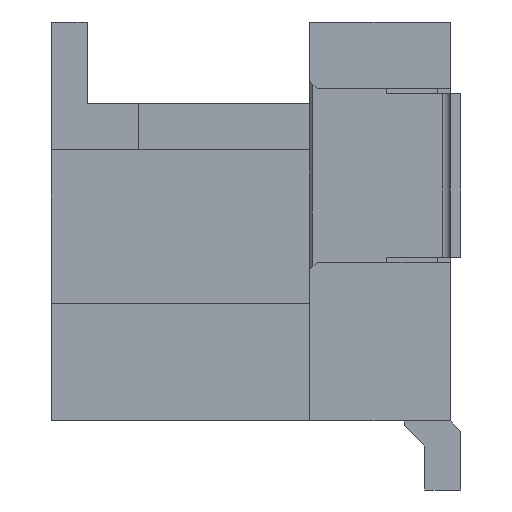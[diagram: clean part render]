
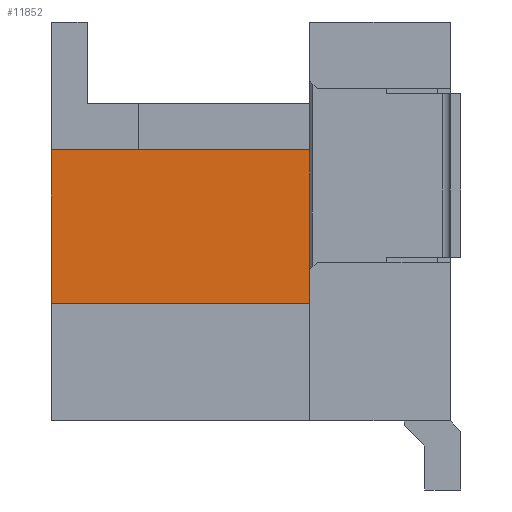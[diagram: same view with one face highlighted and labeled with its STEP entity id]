
A CAD part, left-side view. The second image highlights one B-rep face of the part: STEP entity #11852.
In plain terms, the highlighted planar face has unit normal (-1, 0, 0).
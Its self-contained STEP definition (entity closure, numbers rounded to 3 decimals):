
#273=DIRECTION('',(0.,0.,1.));
#274=VECTOR('',#273,3.);
#275=CARTESIAN_POINT('',(-15.85,4.9,-0.64));
#276=LINE('',#275,#274);
#3221=DIRECTION('',(0.,0.,1.));
#3222=VECTOR('',#3221,2.95);
#3223=CARTESIAN_POINT('',(-15.85,-0.15,-0.59));
#3224=LINE('',#3223,#3222);
#3225=DIRECTION('',(0.,0.,1.));
#3226=VECTOR('',#3225,0.05);
#3227=CARTESIAN_POINT('',(-15.85,-0.15,-0.64));
#3228=LINE('',#3227,#3226);
#3229=DIRECTION('',(0.,-1.,0.));
#3230=VECTOR('',#3229,5.05);
#3231=CARTESIAN_POINT('',(-15.85,4.9,-0.64));
#3232=LINE('',#3231,#3230);
#3233=DIRECTION('',(0.,1.,0.));
#3234=VECTOR('',#3233,5.05);
#3235=CARTESIAN_POINT('',(-15.85,-0.15,
2.36));
#3236=LINE('',#3235,#3234);
#5857=CARTESIAN_POINT('',(-15.85,4.9,-0.64));
#5858=VERTEX_POINT('',#5857);
#5859=CARTESIAN_POINT('',(-15.85,4.9,2.36));
#5860=VERTEX_POINT('',#5859);
#6201=CARTESIAN_POINT('',(-15.85,-0.15,-0.59));
#6202=VERTEX_POINT('',#6201);
#6203=CARTESIAN_POINT('',(-15.85,-0.15,-0.64));
#6204=VERTEX_POINT('',#6203);
#6205=CARTESIAN_POINT('',(-15.85,-0.15,
2.36));
#6206=VERTEX_POINT('',#6205);
#11838=CARTESIAN_POINT('',(-15.85,0.35,4.86));
#11839=DIRECTION('',(-1.,0.,0.));
#11840=DIRECTION('',(0.,0.,-1.));
#11841=AXIS2_PLACEMENT_3D('',#11838,#11839,#11840);
#11842=PLANE('',#11841);
#11844=ORIENTED_EDGE('',*,*,#11843,.F.);
#11845=ORIENTED_EDGE('',*,*,#11801,.F.);
#11846=ORIENTED_EDGE('',*,*,#11831,.F.);
#11847=ORIENTED_EDGE('',*,*,#7670,.T.);
#11849=ORIENTED_EDGE('',*,*,#11848,.F.);
#11850=EDGE_LOOP('',(#11844,#11845,#11846,#11847,#11849));
#11851=FACE_OUTER_BOUND('',#11850,.F.);
#11852=ADVANCED_FACE('',(#11851),#11842,.T.);
#7670=EDGE_CURVE('',#5858,#5860,#276,.T.);
#11801=EDGE_CURVE('',#6204,#6202,#3228,.T.);
#11831=EDGE_CURVE('',#5858,#6204,#3232,.T.);
#11843=EDGE_CURVE('',#6202,#6206,#3224,.T.);
#11848=EDGE_CURVE('',#6206,#5860,#3236,.T.);
